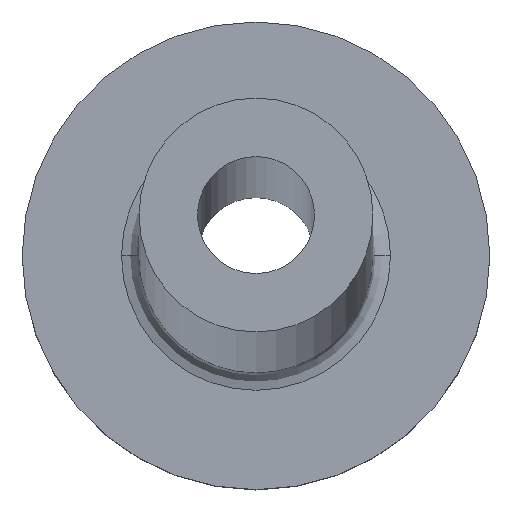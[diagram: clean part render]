
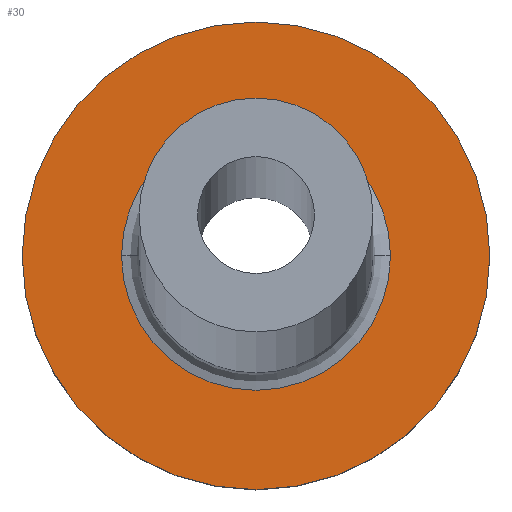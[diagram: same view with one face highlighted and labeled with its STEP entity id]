
A CAD part, top view. The second image highlights one B-rep face of the part: STEP entity #30.
In plain terms, the highlighted planar face has unit normal (0, 0, 1).
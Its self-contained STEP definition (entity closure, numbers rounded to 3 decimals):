
#15 = ORIENTED_EDGE ( 'NONE', *, *, #150, .T. ) ;
#17 = DIRECTION ( 'NONE',  ( 1., 0., 0. ) ) ;
#18 = CARTESIAN_POINT ( 'NONE',  ( 0., 0., 3. ) ) ;
#23 = DIRECTION ( 'NONE',  ( 1., 0., 0. ) ) ;
#29 = DIRECTION ( 'NONE',  ( 1., 0., 0. ) ) ;
#30 = ADVANCED_FACE ( 'NONE', ( #37, #276 ), #40, .T. ) ;
#37 = FACE_BOUND ( 'NONE', #312, .T. ) ;
#40 = PLANE ( 'NONE',  #372 ) ;
#43 = EDGE_CURVE ( 'NONE', #141, #143, #229, .T. ) ;
#45 = CARTESIAN_POINT ( 'NONE',  ( 0., 0., 3. ) ) ;
#46 = EDGE_CURVE ( 'NONE', #198, #185, #277, .T. ) ;
#67 = AXIS2_PLACEMENT_3D ( 'NONE', #45, #275, #17 ) ;
#81 = AXIS2_PLACEMENT_3D ( 'NONE', #221, #108, #23 ) ;
#90 = CARTESIAN_POINT ( 'NONE',  ( 0., 0., 3. ) ) ;
#108 = DIRECTION ( 'NONE',  ( 0., 0., 1. ) ) ;
#130 = DIRECTION ( 'NONE',  ( 0., 0., -1. ) ) ;
#135 = CARTESIAN_POINT ( 'NONE',  ( -4., 0., 3. ) ) ;
#137 = EDGE_LOOP ( 'NONE', ( #332, #15 ) ) ;
#141 = VERTEX_POINT ( 'NONE', #135 ) ;
#143 = VERTEX_POINT ( 'NONE', #306 ) ;
#144 = DIRECTION ( 'NONE',  ( 0., 0., -1. ) ) ;
#150 = EDGE_CURVE ( 'NONE', #143, #141, #360, .T. ) ;
#156 = CARTESIAN_POINT ( 'NONE',  ( 0., 0., 3. ) ) ;
#181 = AXIS2_PLACEMENT_3D ( 'NONE', #90, #144, #29 ) ;
#185 = VERTEX_POINT ( 'NONE', #255 ) ;
#191 = CARTESIAN_POINT ( 'NONE',  ( 2.3, 0., 3. ) ) ;
#198 = VERTEX_POINT ( 'NONE', #191 ) ;
#221 = CARTESIAN_POINT ( 'NONE',  ( 0., 0., 3. ) ) ;
#227 = ORIENTED_EDGE ( 'NONE', *, *, #46, .T. ) ;
#229 = CIRCLE ( 'NONE', #67, 4. ) ;
#246 = DIRECTION ( 'NONE',  ( 1., 0., 0. ) ) ;
#255 = CARTESIAN_POINT ( 'NONE',  ( -2.3, 0., 3. ) ) ;
#275 = DIRECTION ( 'NONE',  ( 0., 0., 1. ) ) ;
#276 = FACE_OUTER_BOUND ( 'NONE', #137, .T. ) ;
#277 = CIRCLE ( 'NONE', #327, 2.3 ) ;
#294 = CIRCLE ( 'NONE', #181, 2.3 ) ;
#298 = DIRECTION ( 'NONE',  ( 0., 0., 1. ) ) ;
#304 = EDGE_CURVE ( 'NONE', #185, #198, #294, .T. ) ;
#306 = CARTESIAN_POINT ( 'NONE',  ( 4., 0., 3. ) ) ;
#312 = EDGE_LOOP ( 'NONE', ( #227, #349 ) ) ;
#327 = AXIS2_PLACEMENT_3D ( 'NONE', #18, #130, #246 ) ;
#329 = DIRECTION ( 'NONE',  ( 1., 0., 0. ) ) ;
#332 = ORIENTED_EDGE ( 'NONE', *, *, #43, .T. ) ;
#349 = ORIENTED_EDGE ( 'NONE', *, *, #304, .T. ) ;
#360 = CIRCLE ( 'NONE', #81, 4. ) ;
#372 = AXIS2_PLACEMENT_3D ( 'NONE', #156, #298, #329 ) ;
